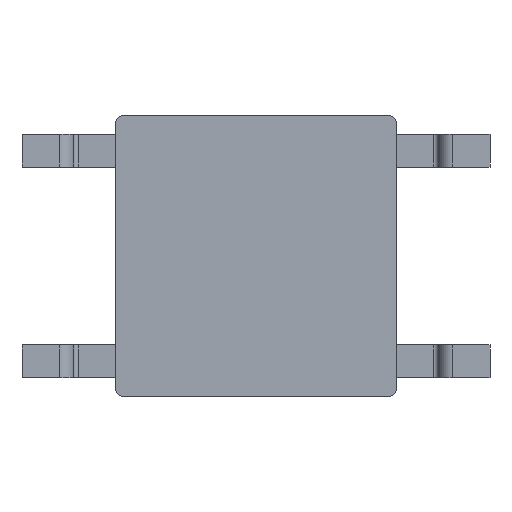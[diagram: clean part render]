
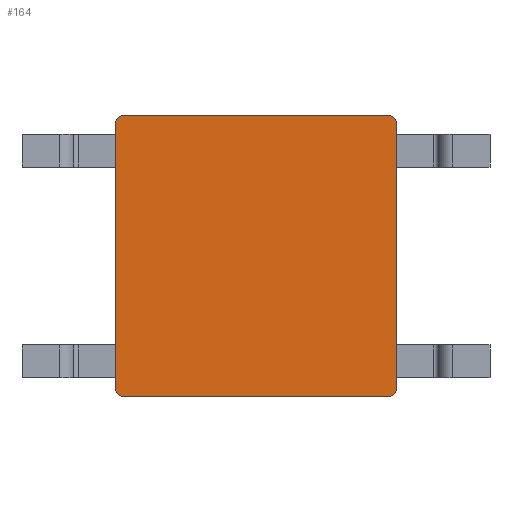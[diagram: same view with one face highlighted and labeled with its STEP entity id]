
A CAD part, front view. The second image highlights one B-rep face of the part: STEP entity #164.
In plain terms, the highlighted planar face has unit normal (0, -1, 0).
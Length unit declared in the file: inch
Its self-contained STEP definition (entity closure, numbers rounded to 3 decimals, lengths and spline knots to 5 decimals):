
#1 = CARTESIAN_POINT ( 'NONE',  ( 0., 0., 0. ) ) ;
#52 = CARTESIAN_POINT ( 'NONE',  ( 0.11811, 0., 0.1122 ) ) ;
#158 = DIRECTION ( 'NONE',  ( 0., 0., 1. ) ) ;
#164 = ADVANCED_FACE ( 'NONE', ( #2152 ), #3556, .F. ) ;
#240 = LINE ( 'NONE', #1828, #873 ) ;
#316 = CARTESIAN_POINT ( 'NONE',  ( -0.11811, 0., -0.11811 ) ) ;
#324 = ORIENTED_EDGE ( 'NONE', *, *, #1326, .F. ) ;
#409 = LINE ( 'NONE', #1466, #2938 ) ;
#427 = DIRECTION ( 'NONE',  ( 1., 0., 0. ) ) ;
#694 = CIRCLE ( 'NONE', #2704, 0.00591 ) ;
#747 = EDGE_CURVE ( 'NONE', #1430, #2478, #2875, .T. ) ;
#748 = DIRECTION ( 'NONE',  ( 0., -1., 0. ) ) ;
#835 = EDGE_LOOP ( 'NONE', ( #324, #915, #1009, #2482, #2679, #2120, #1258, #3257 ) ) ;
#873 = VECTOR ( 'NONE', #2672, 39.37008 ) ;
#915 = ORIENTED_EDGE ( 'NONE', *, *, #1285, .T. ) ;
#947 = CARTESIAN_POINT ( 'NONE',  ( 0.1122, 0., 0.1122 ) ) ;
#1009 = ORIENTED_EDGE ( 'NONE', *, *, #1679, .F. ) ;
#1082 = DIRECTION ( 'NONE',  ( 0., 1., 0. ) ) ;
#1106 = LINE ( 'NONE', #316, #1325 ) ;
#1112 = DIRECTION ( 'NONE',  ( 0., -1., 0. ) ) ;
#1209 = CARTESIAN_POINT ( 'NONE',  ( 0.1122, 0., -0.11811 ) ) ;
#1258 = ORIENTED_EDGE ( 'NONE', *, *, #3118, .F. ) ;
#1273 = CIRCLE ( 'NONE', #3242, 0.00591 ) ;
#1285 = EDGE_CURVE ( 'NONE', #3236, #1890, #694, .T. ) ;
#1306 = CARTESIAN_POINT ( 'NONE',  ( -0.1122, 0., 0.11811 ) ) ;
#1325 = VECTOR ( 'NONE', #1702, 39.37008 ) ;
#1326 = EDGE_CURVE ( 'NONE', #3236, #1611, #409, .T. ) ;
#1430 = VERTEX_POINT ( 'NONE', #1306 ) ;
#1455 = DIRECTION ( 'NONE',  ( 0., -1., 0. ) ) ;
#1466 = CARTESIAN_POINT ( 'NONE',  ( 0.11811, 0., -0.11811 ) ) ;
#1519 = EDGE_CURVE ( 'NONE', #3535, #1611, #1273, .T. ) ;
#1611 = VERTEX_POINT ( 'NONE', #2266 ) ;
#1641 = CARTESIAN_POINT ( 'NONE',  ( -0.11811, 0., -0.1122 ) ) ;
#1679 = EDGE_CURVE ( 'NONE', #1430, #1890, #1813, .T. ) ;
#1691 = CARTESIAN_POINT ( 'NONE',  ( -0.1122, 0., -0.1122 ) ) ;
#1692 = VERTEX_POINT ( 'NONE', #2324 ) ;
#1702 = DIRECTION ( 'NONE',  ( 0., 0., 1. ) ) ;
#1710 = CARTESIAN_POINT ( 'NONE',  ( -0.1122, 0., 0.1122 ) ) ;
#1773 = CARTESIAN_POINT ( 'NONE',  ( -0.11811, 0., 0.11811 ) ) ;
#1813 = LINE ( 'NONE', #1773, #2472 ) ;
#1817 = DIRECTION ( 'NONE',  ( 0., 0., -1. ) ) ;
#1828 = CARTESIAN_POINT ( 'NONE',  ( -0.11811, 0., -0.11811 ) ) ;
#1857 = CIRCLE ( 'NONE', #3410, 0.00591 ) ;
#1890 = VERTEX_POINT ( 'NONE', #2541 ) ;
#2055 = CARTESIAN_POINT ( 'NONE',  ( -0.11811, 0., 0.1122 ) ) ;
#2120 = ORIENTED_EDGE ( 'NONE', *, *, #2219, .T. ) ;
#2152 = FACE_OUTER_BOUND ( 'NONE', #835, .T. ) ;
#2164 = DIRECTION ( 'NONE',  ( 1., 0., 0. ) ) ;
#2219 = EDGE_CURVE ( 'NONE', #2918, #1692, #1857, .T. ) ;
#2266 = CARTESIAN_POINT ( 'NONE',  ( 0.11811, 0., -0.1122 ) ) ;
#2324 = CARTESIAN_POINT ( 'NONE',  ( -0.1122, 0., -0.11811 ) ) ;
#2329 = DIRECTION ( 'NONE',  ( 0., -1., 0. ) ) ;
#2472 = VECTOR ( 'NONE', #427, 39.37008 ) ;
#2478 = VERTEX_POINT ( 'NONE', #2055 ) ;
#2482 = ORIENTED_EDGE ( 'NONE', *, *, #747, .T. ) ;
#2518 = DIRECTION ( 'NONE',  ( 0., 0., 1. ) ) ;
#2541 = CARTESIAN_POINT ( 'NONE',  ( 0.1122, 0., 0.11811 ) ) ;
#2567 = EDGE_CURVE ( 'NONE', #2918, #2478, #1106, .T. ) ;
#2672 = DIRECTION ( 'NONE',  ( -1., 0., 0. ) ) ;
#2679 = ORIENTED_EDGE ( 'NONE', *, *, #2567, .F. ) ;
#2704 = AXIS2_PLACEMENT_3D ( 'NONE', #947, #2329, #158 ) ;
#2748 = DIRECTION ( 'NONE',  ( 0., 0., 1. ) ) ;
#2808 = AXIS2_PLACEMENT_3D ( 'NONE', #1, #1082, #2164 ) ;
#2813 = AXIS2_PLACEMENT_3D ( 'NONE', #1710, #1455, #2518 ) ;
#2875 = CIRCLE ( 'NONE', #2813, 0.00591 ) ;
#2918 = VERTEX_POINT ( 'NONE', #1641 ) ;
#2938 = VECTOR ( 'NONE', #1817, 39.37008 ) ;
#3118 = EDGE_CURVE ( 'NONE', #3535, #1692, #240, .T. ) ;
#3230 = CARTESIAN_POINT ( 'NONE',  ( 0.1122, 0., -0.1122 ) ) ;
#3236 = VERTEX_POINT ( 'NONE', #52 ) ;
#3242 = AXIS2_PLACEMENT_3D ( 'NONE', #3230, #748, #3278 ) ;
#3257 = ORIENTED_EDGE ( 'NONE', *, *, #1519, .T. ) ;
#3278 = DIRECTION ( 'NONE',  ( 0., 0., 1. ) ) ;
#3410 = AXIS2_PLACEMENT_3D ( 'NONE', #1691, #1112, #2748 ) ;
#3535 = VERTEX_POINT ( 'NONE', #1209 ) ;
#3556 = PLANE ( 'NONE',  #2808 ) ;
